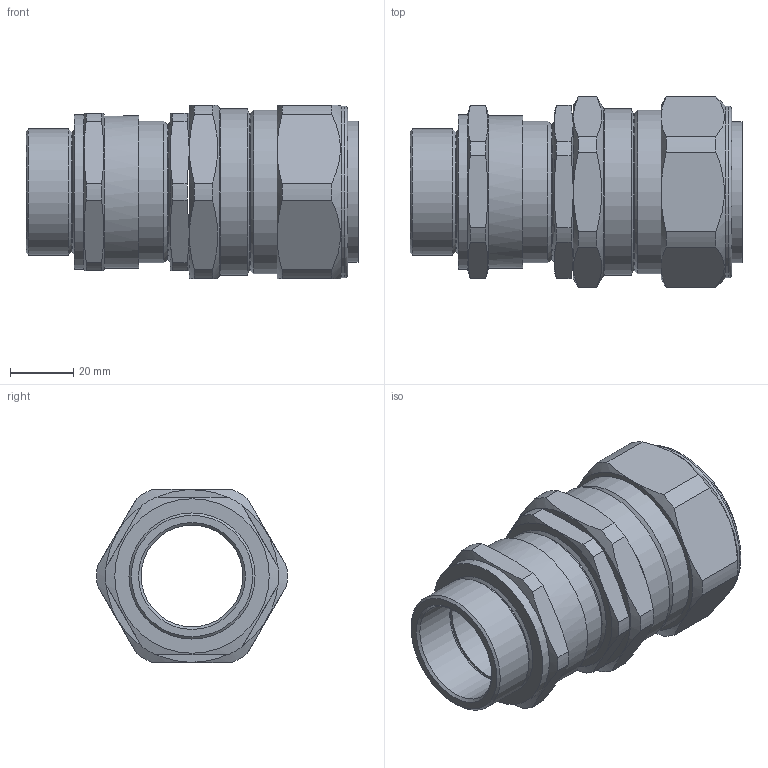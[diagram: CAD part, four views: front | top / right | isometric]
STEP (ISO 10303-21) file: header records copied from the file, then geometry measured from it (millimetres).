
FILE_DESCRIPTION (( 'STEP AP203' ), '1' );
FILE_NAME ('40E1FX1RA.STEP', '2017-09-20T14:34:26', ( '' ), ( '' ), 'SwSTEP 2.0', 'SolidWorks 2017', '' );
FILE_SCHEMA (( 'CONFIG_CONTROL_DESIGN' ));
Length unit declared in the file: millimetre
Products named in the file (1): 40E1FX1RA
Bounding box: 105.34 x 60.47 x 55 mm (x, y, z)
Surface area: 31998 mm2 (no closed solid volume)
Topology: 0 solids, 8 shells, 112 faces, 409 edges, 308 vertices
Faces by surface type: cylinder 39, plane 35, cone 35, torus 3
Full cylindrical faces by diameter (mm): 32.3 x1, 32.4 x1, 37.971 x1, 40 x1, 40.5 x1, 40.7 x1, 42.67 x1, 44.8 x1, 45 x1, 48.3 x1, 49 x1, 49.718 x1, 52 x1, 53 x1, 54.5 x1
Entity records: 5713 total; most frequent: CARTESIAN_POINT 2527, DIRECTION 572, ORIENTED_EDGE 571, EDGE_CURVE 366, VERTEX_POINT 302, AXIS2_PLACEMENT_3D 229, EDGE_LOOP 177, B_SPLINE_CURVE_WITH_KNOTS 136
